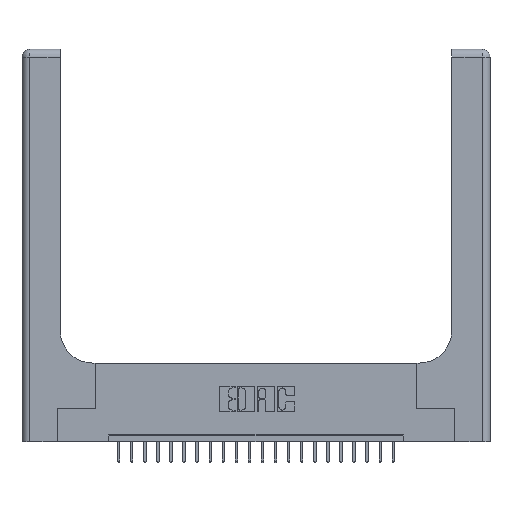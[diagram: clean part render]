
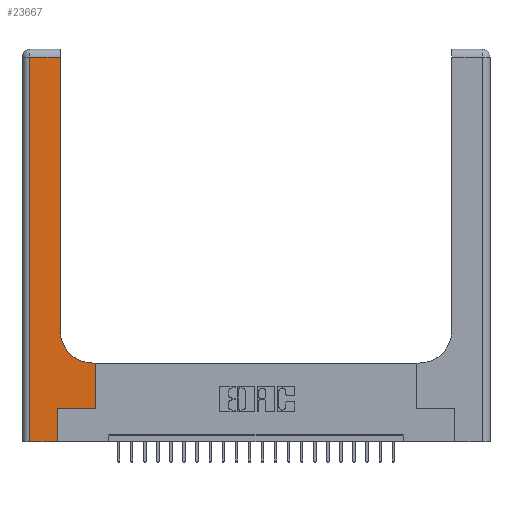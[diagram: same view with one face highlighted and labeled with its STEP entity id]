
A CAD part, top view. The second image highlights one B-rep face of the part: STEP entity #23667.
In plain terms, the highlighted planar face has unit normal (0, 0, 1).
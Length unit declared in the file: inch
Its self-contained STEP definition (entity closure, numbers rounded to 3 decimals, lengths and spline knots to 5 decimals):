
#211 = ORIENTED_EDGE ( 'NONE', *, *, #12835, .T. ) ;
#466 = VERTEX_POINT ( 'NONE', #17364 ) ;
#579 = CARTESIAN_POINT ( 'NONE',  ( 0.5585, 0.6, 0.37 ) ) ;
#598 = EDGE_CURVE ( 'NONE', #21703, #15687, #14686, .T. ) ;
#768 = LINE ( 'NONE', #5713, #3432 ) ;
#815 = ORIENTED_EDGE ( 'NONE', *, *, #598, .T. ) ;
#1797 = ORIENTED_EDGE ( 'NONE', *, *, #5901, .T. ) ;
#2441 = EDGE_CURVE ( 'NONE', #2948, #466, #24025, .T. ) ;
#2948 = VERTEX_POINT ( 'NONE', #15053 ) ;
#3432 = VECTOR ( 'NONE', #7611, 39.37008 ) ;
#3522 = LINE ( 'NONE', #17275, #3823 ) ;
#3823 = VECTOR ( 'NONE', #13551, 39.37008 ) ;
#4373 = LINE ( 'NONE', #19542, #7632 ) ;
#5713 = CARTESIAN_POINT ( 'NONE',  ( 0., 2.94, 0.37 ) ) ;
#5901 = EDGE_CURVE ( 'NONE', #10244, #21703, #18671, .T. ) ;
#6446 = VERTEX_POINT ( 'NONE', #17893 ) ;
#6932 = EDGE_CURVE ( 'NONE', #10658, #22161, #3522, .T. ) ;
#7611 = DIRECTION ( 'NONE',  ( -1., 0., 0. ) ) ;
#7632 = VECTOR ( 'NONE', #8802, 39.37008 ) ;
#8092 = EDGE_CURVE ( 'NONE', #466, #10658, #4373, .T. ) ;
#8119 = CARTESIAN_POINT ( 'NONE',  ( 0.2915, 0.6, 0.37 ) ) ;
#8766 = ORIENTED_EDGE ( 'NONE', *, *, #2441, .T. ) ;
#8785 = CARTESIAN_POINT ( 'NONE',  ( 0., 3., 0.37 ) ) ;
#8802 = DIRECTION ( 'NONE',  ( 1., 0., 0. ) ) ;
#9037 = EDGE_CURVE ( 'NONE', #10915, #6446, #22646, .T. ) ;
#9039 = DIRECTION ( 'NONE',  ( 0., 0., -1. ) ) ;
#9687 = EDGE_LOOP ( 'NONE', ( #16702, #10818, #8766, #20514, #13690, #211, #1797, #815, #11012 ) ) ;
#10244 = VERTEX_POINT ( 'NONE', #15413 ) ;
#10397 = VECTOR ( 'NONE', #11330, 39.37008 ) ;
#10548 = DIRECTION ( 'NONE',  ( 0., 1., 0. ) ) ;
#10658 = VERTEX_POINT ( 'NONE', #16541 ) ;
#10673 = AXIS2_PLACEMENT_3D ( 'NONE', #18462, #16332, #24150 ) ;
#10818 = ORIENTED_EDGE ( 'NONE', *, *, #12154, .T. ) ;
#10915 = VERTEX_POINT ( 'NONE', #13113 ) ;
#11012 = ORIENTED_EDGE ( 'NONE', *, *, #21375, .T. ) ;
#11330 = DIRECTION ( 'NONE',  ( 0., 1., 0. ) ) ;
#11440 = VECTOR ( 'NONE', #10548, 39.37008 ) ;
#11752 = CARTESIAN_POINT ( 'NONE',  ( 0.269, 0.25, 0.37 ) ) ;
#12012 = LINE ( 'NONE', #13766, #23218 ) ;
#12154 = EDGE_CURVE ( 'NONE', #6446, #2948, #768, .T. ) ;
#12835 = EDGE_CURVE ( 'NONE', #22161, #10244, #12012, .T. ) ;
#12927 = AXIS2_PLACEMENT_3D ( 'NONE', #8785, #9039, #20198 ) ;
#13113 = CARTESIAN_POINT ( 'NONE',  ( 0.2915, 0.85, 0.37 ) ) ;
#13551 = DIRECTION ( 'NONE',  ( 0., 1., 0. ) ) ;
#13580 = CARTESIAN_POINT ( 'NONE',  ( 0.5415, 0.6, 0.37 ) ) ;
#13690 = ORIENTED_EDGE ( 'NONE', *, *, #6932, .T. ) ;
#13766 = CARTESIAN_POINT ( 'NONE',  ( 0.269, 0.25, 0.37 ) ) ;
#13786 = VECTOR ( 'NONE', #17766, 39.37008 ) ;
#14686 = LINE ( 'NONE', #8119, #13786 ) ;
#15053 = CARTESIAN_POINT ( 'NONE',  ( 0.06, 2.94, 0.37 ) ) ;
#15413 = CARTESIAN_POINT ( 'NONE',  ( 0.5585, 0.25, 0.37 ) ) ;
#15687 = VERTEX_POINT ( 'NONE', #13580 ) ;
#15990 = FACE_OUTER_BOUND ( 'NONE', #9687, .T. ) ;
#16332 = DIRECTION ( 'NONE',  ( 0., 0., -1. ) ) ;
#16541 = CARTESIAN_POINT ( 'NONE',  ( 0.269, 0., 0.37 ) ) ;
#16644 = VECTOR ( 'NONE', #19092, 39.37008 ) ;
#16702 = ORIENTED_EDGE ( 'NONE', *, *, #9037, .T. ) ;
#17197 = CARTESIAN_POINT ( 'NONE',  ( 0.06, 3., 0.37 ) ) ;
#17275 = CARTESIAN_POINT ( 'NONE',  ( 0.269, 0., 0.37 ) ) ;
#17364 = CARTESIAN_POINT ( 'NONE',  ( 0.06, 0., 0.37 ) ) ;
#17567 = DIRECTION ( 'NONE',  ( 1., 0., 0. ) ) ;
#17766 = DIRECTION ( 'NONE',  ( -1., 0., 0. ) ) ;
#17893 = CARTESIAN_POINT ( 'NONE',  ( 0.2915, 2.94, 0.37 ) ) ;
#18103 = PLANE ( 'NONE',  #12927 ) ;
#18369 = CIRCLE ( 'NONE', #10673, 0.25 ) ;
#18462 = CARTESIAN_POINT ( 'NONE',  ( 0.5415, 0.85, 0.37 ) ) ;
#18671 = LINE ( 'NONE', #18827, #10397 ) ;
#18827 = CARTESIAN_POINT ( 'NONE',  ( 0.5585, 0.25, 0.37 ) ) ;
#19092 = DIRECTION ( 'NONE',  ( 0., -1., 0. ) ) ;
#19542 = CARTESIAN_POINT ( 'NONE',  ( 0., 0., 0.37 ) ) ;
#20198 = DIRECTION ( 'NONE',  ( -1., 0., 0. ) ) ;
#20514 = ORIENTED_EDGE ( 'NONE', *, *, #8092, .T. ) ;
#21375 = EDGE_CURVE ( 'NONE', #15687, #10915, #18369, .T. ) ;
#21703 = VERTEX_POINT ( 'NONE', #579 ) ;
#21867 = CARTESIAN_POINT ( 'NONE',  ( 0.2915, 3., 0.37 ) ) ;
#22161 = VERTEX_POINT ( 'NONE', #11752 ) ;
#22646 = LINE ( 'NONE', #21867, #11440 ) ;
#23218 = VECTOR ( 'NONE', #17567, 39.37008 ) ;
#23667 = ADVANCED_FACE ( 'NONE', ( #15990 ), #18103, .F. ) ;
#24025 = LINE ( 'NONE', #17197, #16644 ) ;
#24150 = DIRECTION ( 'NONE',  ( 1., 0., 0. ) ) ;
